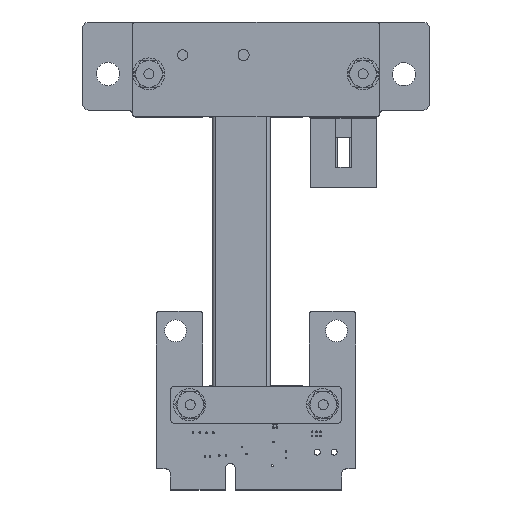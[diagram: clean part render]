
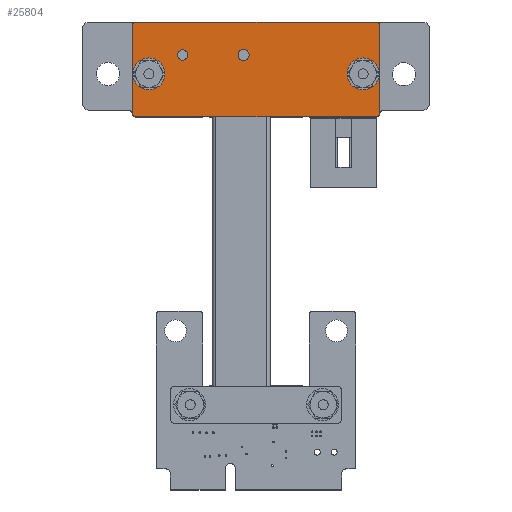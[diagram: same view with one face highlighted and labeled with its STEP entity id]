
A CAD part, top view. The second image highlights one B-rep face of the part: STEP entity #25804.
In plain terms, the highlighted face is planar.
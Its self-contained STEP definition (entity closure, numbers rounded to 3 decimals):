
#25804 = ADVANCED_FACE('',(#25805,#25816,#25827),#25897,.F.);
#25805 = FACE_BOUND('',#25806,.T.);
#25806 = EDGE_LOOP('',(#25807));
#25807 = ORIENTED_EDGE('',*,*,#25808,.F.);
#25808 = EDGE_CURVE('',#25809,#25809,#25811,.T.);
#25809 = VERTEX_POINT('',#25810);
#25810 = CARTESIAN_POINT('',(-2.5,0.,5.38));
#25811 = CIRCLE('',#25812,2.4);
#25812 = AXIS2_PLACEMENT_3D('',#25813,#25814,#25815);
#25813 = CARTESIAN_POINT('',(-2.5,0.,7.78));
#25814 = DIRECTION('',(0.,-1.,0.));
#25815 = DIRECTION('',(0.,0.,-1.));
#25816 = FACE_BOUND('',#25817,.T.);
#25817 = EDGE_LOOP('',(#25818));
#25818 = ORIENTED_EDGE('',*,*,#25819,.F.);
#25819 = EDGE_CURVE('',#25820,#25820,#25822,.T.);
#25820 = VERTEX_POINT('',#25821);
#25821 = CARTESIAN_POINT('',(-34.7,0.,5.38));
#25822 = CIRCLE('',#25823,2.4);
#25823 = AXIS2_PLACEMENT_3D('',#25824,#25825,#25826);
#25824 = CARTESIAN_POINT('',(-34.7,0.,7.78));
#25825 = DIRECTION('',(0.,-1.,0.));
#25826 = DIRECTION('',(0.,0.,-1.));
#25827 = FACE_BOUND('',#25828,.T.);
#25828 = EDGE_LOOP('',(#25829,#25839,#25848,#25856,#25865,#25873,#25882,
    #25890));
#25829 = ORIENTED_EDGE('',*,*,#25830,.F.);
#25830 = EDGE_CURVE('',#25831,#25833,#25835,.T.);
#25831 = VERTEX_POINT('',#25832);
#25832 = CARTESIAN_POINT('',(-36.7,0.,14.23));
#25833 = VERTEX_POINT('',#25834);
#25834 = CARTESIAN_POINT('',(-0.5,0.,14.23));
#25835 = LINE('',#25836,#25837);
#25836 = CARTESIAN_POINT('',(-37.2,0.,14.23));
#25837 = VECTOR('',#25838,1.);
#25838 = DIRECTION('',(1.,0.,0.));
#25839 = ORIENTED_EDGE('',*,*,#25840,.T.);
#25840 = EDGE_CURVE('',#25831,#25841,#25843,.T.);
#25841 = VERTEX_POINT('',#25842);
#25842 = CARTESIAN_POINT('',(-37.2,0.,13.73));
#25843 = CIRCLE('',#25844,0.5);
#25844 = AXIS2_PLACEMENT_3D('',#25845,#25846,#25847);
#25845 = CARTESIAN_POINT('',(-36.7,0.,13.73));
#25846 = DIRECTION('',(0.,-1.,0.));
#25847 = DIRECTION('',(0.,0.,1.));
#25848 = ORIENTED_EDGE('',*,*,#25849,.F.);
#25849 = EDGE_CURVE('',#25850,#25841,#25852,.T.);
#25850 = VERTEX_POINT('',#25851);
#25851 = CARTESIAN_POINT('',(-37.2,0.,0.5));
#25852 = LINE('',#25853,#25854);
#25853 = CARTESIAN_POINT('',(-37.2,0.,0.));
#25854 = VECTOR('',#25855,1.);
#25855 = DIRECTION('',(0.,0.,1.));
#25856 = ORIENTED_EDGE('',*,*,#25857,.T.);
#25857 = EDGE_CURVE('',#25850,#25858,#25860,.T.);
#25858 = VERTEX_POINT('',#25859);
#25859 = CARTESIAN_POINT('',(-36.7,0.,0.));
#25860 = CIRCLE('',#25861,0.5);
#25861 = AXIS2_PLACEMENT_3D('',#25862,#25863,#25864);
#25862 = CARTESIAN_POINT('',(-36.7,0.,0.5));
#25863 = DIRECTION('',(0.,-1.,0.));
#25864 = DIRECTION('',(0.,0.,1.));
#25865 = ORIENTED_EDGE('',*,*,#25866,.F.);
#25866 = EDGE_CURVE('',#25867,#25858,#25869,.T.);
#25867 = VERTEX_POINT('',#25868);
#25868 = CARTESIAN_POINT('',(-0.5,0.,0.));
#25869 = LINE('',#25870,#25871);
#25870 = CARTESIAN_POINT('',(0.,0.,0.));
#25871 = VECTOR('',#25872,1.);
#25872 = DIRECTION('',(-1.,0.,0.));
#25873 = ORIENTED_EDGE('',*,*,#25874,.T.);
#25874 = EDGE_CURVE('',#25867,#25875,#25877,.T.);
#25875 = VERTEX_POINT('',#25876);
#25876 = CARTESIAN_POINT('',(0.,0.,0.5));
#25877 = CIRCLE('',#25878,0.5);
#25878 = AXIS2_PLACEMENT_3D('',#25879,#25880,#25881);
#25879 = CARTESIAN_POINT('',(-0.5,0.,0.5));
#25880 = DIRECTION('',(0.,-1.,0.));
#25881 = DIRECTION('',(0.,0.,1.));
#25882 = ORIENTED_EDGE('',*,*,#25883,.F.);
#25883 = EDGE_CURVE('',#25884,#25875,#25886,.T.);
#25884 = VERTEX_POINT('',#25885);
#25885 = CARTESIAN_POINT('',(0.,0.,13.73));
#25886 = LINE('',#25887,#25888);
#25887 = CARTESIAN_POINT('',(0.,0.,14.23));
#25888 = VECTOR('',#25889,1.);
#25889 = DIRECTION('',(0.,0.,-1.));
#25890 = ORIENTED_EDGE('',*,*,#25891,.T.);
#25891 = EDGE_CURVE('',#25884,#25833,#25892,.T.);
#25892 = CIRCLE('',#25893,0.5);
#25893 = AXIS2_PLACEMENT_3D('',#25894,#25895,#25896);
#25894 = CARTESIAN_POINT('',(-0.5,0.,13.73));
#25895 = DIRECTION('',(0.,-1.,0.));
#25896 = DIRECTION('',(0.,0.,1.));
#25897 = PLANE('',#25898);
#25898 = AXIS2_PLACEMENT_3D('',#25899,#25900,#25901);
#25899 = CARTESIAN_POINT('',(0.,0.,0.));
#25900 = DIRECTION('',(0.,1.,0.));
#25901 = DIRECTION('',(0.,0.,1.));
